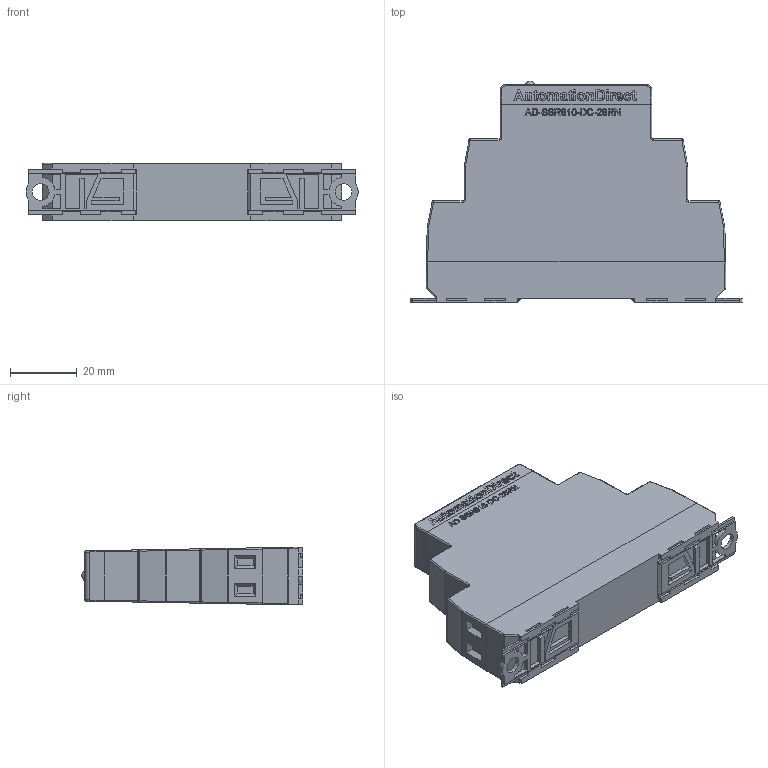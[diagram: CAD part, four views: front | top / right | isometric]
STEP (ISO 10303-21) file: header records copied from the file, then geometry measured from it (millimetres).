
FILE_DESCRIPTION (( 'STEP AP214' ), '1' );
FILE_NAME ('AD-SSR810-DC-28RN.STEP', '2013-12-02T15:07:29', ( '' ), ( '' ), 'SwSTEP 2.0', 'SolidWorks 2013', '' );
FILE_SCHEMA (( 'AUTOMOTIVE_DESIGN' ));
Length unit declared in the file: inch
Products named in the file (1): AD-SSR810-DC-28RN
Bounding box: 99.65 x 66.45 x 17.4 mm (x, y, z)
Volume: 75457.8 mm3; surface area: 15634.2 mm2
Topology: 1 solids, 1 shells, 855 faces, 2294 edges, 1484 vertices
Faces by surface type: plane 501, bspline 233, cylinder 78, sphere 23, cone 20
Entity records: 48170 total; most frequent: CARTESIAN_POINT 18180, ORIENTED_EDGE 4550, DIRECTION 3209, EDGE_CURVE 2275, LINE 1579, VECTOR 1579, VERTEX_POINT 1478, EDGE_LOOP 939
